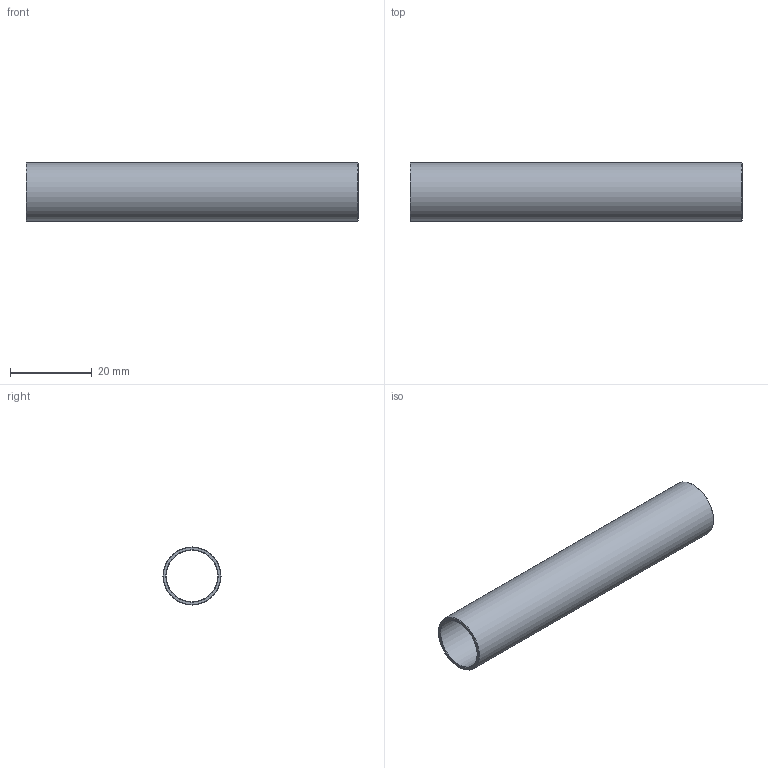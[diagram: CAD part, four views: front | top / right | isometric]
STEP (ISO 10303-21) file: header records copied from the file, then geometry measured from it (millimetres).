
FILE_DESCRIPTION(('FreeCAD Model'),'2;1');
FILE_NAME('Open CASCADE Shape Model','2024-03-26T20:35:00',(''),(''), 'Open CASCADE STEP processor 7.6','FreeCAD','Unknown');
FILE_SCHEMA(('AUTOMOTIVE_DESIGN { 1 0 10303 214 1 1 1 1 }'));
Length unit declared in the file: millimetre
Products named in the file (1): Spacer BUD FRE PLN 0.8mmxBU06.50 - SPN-SPR-0157 (stemfie.org)
Bounding box: 81.25 x 14.2 x 14.2 mm (x, y, z)
Volume: 2735.5 mm3; surface area: 6898.8 mm2
Topology: 1 solids, 1 shells, 437 faces, 1208 edges, 804 vertices
Faces by surface type: plane 311, extrusion 120, cone 4, cylinder 2
Full cylindrical faces by diameter (mm): 12.6 x1, 14.2 x1
Entity records: 13904 total; most frequent: CARTESIAN_POINT 3170, ORIENTED_EDGE 2416, DIRECTION 1732, EDGE_CURVE 1208, VECTOR 1080, LINE 960, VERTEX_POINT 804, FACE_BOUND 470
